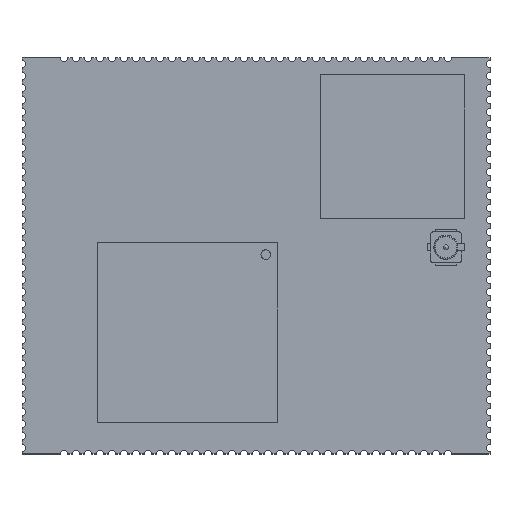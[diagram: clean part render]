
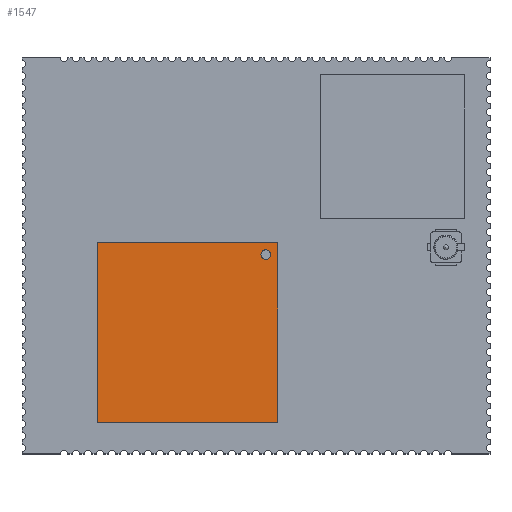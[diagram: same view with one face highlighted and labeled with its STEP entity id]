
A CAD part, top view. The second image highlights one B-rep face of the part: STEP entity #1547.
In plain terms, the highlighted planar face has unit normal (0, 0, 1).
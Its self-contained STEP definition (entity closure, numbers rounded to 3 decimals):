
#1435 = VERTEX_POINT('',#1436);
#1436 = CARTESIAN_POINT('',(-7.5,7.5,1.2));
#1442 = EDGE_CURVE('',#1435,#1443,#1445,.T.);
#1443 = VERTEX_POINT('',#1444);
#1444 = CARTESIAN_POINT('',(-7.5,-7.5,1.2));
#1445 = LINE('',#1446,#1447);
#1446 = CARTESIAN_POINT('',(-7.5,7.5,1.2));
#1447 = VECTOR('',#1448,1.);
#1448 = DIRECTION('',(0.,-1.,0.));
#1475 = VERTEX_POINT('',#1476);
#1476 = CARTESIAN_POINT('',(7.5,7.5,1.2));
#1482 = EDGE_CURVE('',#1475,#1435,#1483,.T.);
#1483 = LINE('',#1484,#1485);
#1484 = CARTESIAN_POINT('',(7.5,7.5,1.2));
#1485 = VECTOR('',#1486,1.);
#1486 = DIRECTION('',(-1.,0.,0.));
#1504 = EDGE_CURVE('',#1443,#1505,#1507,.T.);
#1505 = VERTEX_POINT('',#1506);
#1506 = CARTESIAN_POINT('',(7.5,-7.5,1.2));
#1507 = LINE('',#1508,#1509);
#1508 = CARTESIAN_POINT('',(-7.5,-7.5,1.2));
#1509 = VECTOR('',#1510,1.);
#1510 = DIRECTION('',(1.,0.,0.));
#1547 = ADVANCED_FACE('',(#1548,#1559),#1570,.T.);
#1548 = FACE_BOUND('',#1549,.T.);
#1549 = EDGE_LOOP('',(#1550,#1551,#1552,#1558));
#1550 = ORIENTED_EDGE('',*,*,#1442,.T.);
#1551 = ORIENTED_EDGE('',*,*,#1504,.T.);
#1552 = ORIENTED_EDGE('',*,*,#1553,.T.);
#1553 = EDGE_CURVE('',#1505,#1475,#1554,.T.);
#1554 = LINE('',#1555,#1556);
#1555 = CARTESIAN_POINT('',(7.5,-7.5,1.2));
#1556 = VECTOR('',#1557,1.);
#1557 = DIRECTION('',(0.,1.,0.));
#1558 = ORIENTED_EDGE('',*,*,#1482,.T.);
#1559 = FACE_BOUND('',#1560,.T.);
#1560 = EDGE_LOOP('',(#1561));
#1561 = ORIENTED_EDGE('',*,*,#1562,.F.);
#1562 = EDGE_CURVE('',#1563,#1563,#1565,.T.);
#1563 = VERTEX_POINT('',#1564);
#1564 = CARTESIAN_POINT('',(-6.1,6.5,1.2));
#1565 = CIRCLE('',#1566,0.4);
#1566 = AXIS2_PLACEMENT_3D('',#1567,#1568,#1569);
#1567 = CARTESIAN_POINT('',(-6.5,6.5,1.2));
#1568 = DIRECTION('',(0.,0.,1.));
#1569 = DIRECTION('',(1.,0.,-0.));
#1570 = PLANE('',#1571);
#1571 = AXIS2_PLACEMENT_3D('',#1572,#1573,#1574);
#1572 = CARTESIAN_POINT('',(0.,0.,1.2));
#1573 = DIRECTION('',(0.,0.,1.));
#1574 = DIRECTION('',(1.,0.,-0.));
